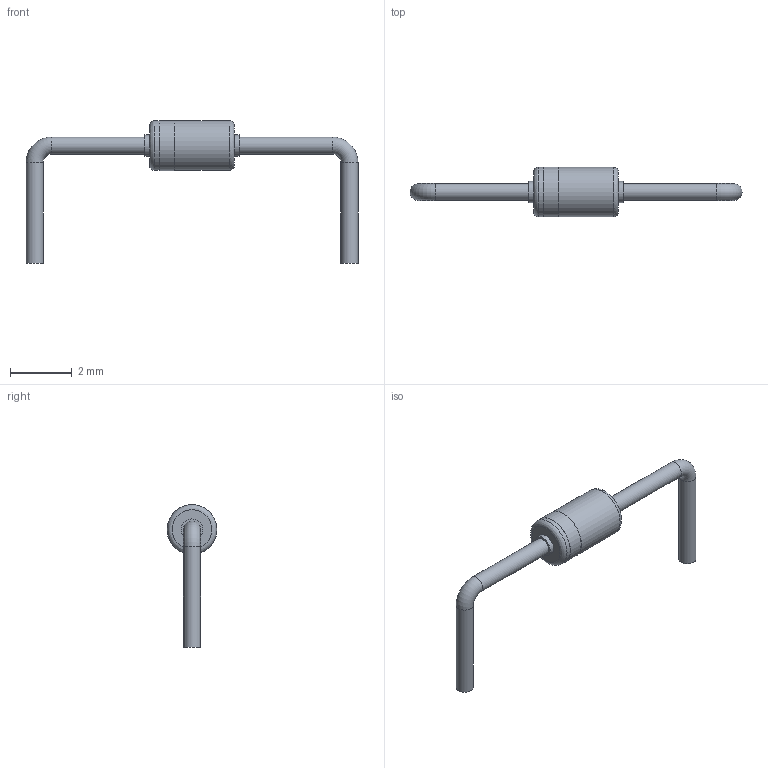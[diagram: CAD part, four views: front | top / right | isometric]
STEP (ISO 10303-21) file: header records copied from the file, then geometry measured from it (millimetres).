
FILE_DESCRIPTION(('FreeCAD Model'),'2;1');
FILE_NAME('D_DO-34_SOD68_P10.16mm_Horizontal.step','2018-04-28T11:35:11',( 'kicad StepUp'),('ksu MCAD'),'Open CASCADE STEP processor 6.8', 'FreeCAD','Unknown');
FILE_SCHEMA(('AUTOMOTIVE_DESIGN_CC2 { 1 2 10303 214 -1 1 5 4 }'));
Length unit declared in the file: millimetre
Products named in the file (1): D_DO-34_SOD68_P10.16mm_Horizontal
Bounding box: 10.71 x 1.61 x 4.61 mm (x, y, z)
Volume: 9 mm3; surface area: 42.4 mm2
Topology: 1 solids, 1 shells, 21 faces, 33 edges, 20 vertices
Faces by surface type: cylinder 9, plane 8, torus 2, revolution 2
Full cylindrical faces by diameter (mm): 0.55 x4, 0.688 x2, 1.6 x2, 1.61 x1
Entity records: 404 total; most frequent: ORIENTED_EDGE 59, CARTESIAN_POINT 48, AXIS2_PLACEMENT_3D 40, EDGE_CURVE 33, FACE_BOUND 27, EDGE_LOOP 27, CIRCLE 24, ADVANCED_FACE 21
